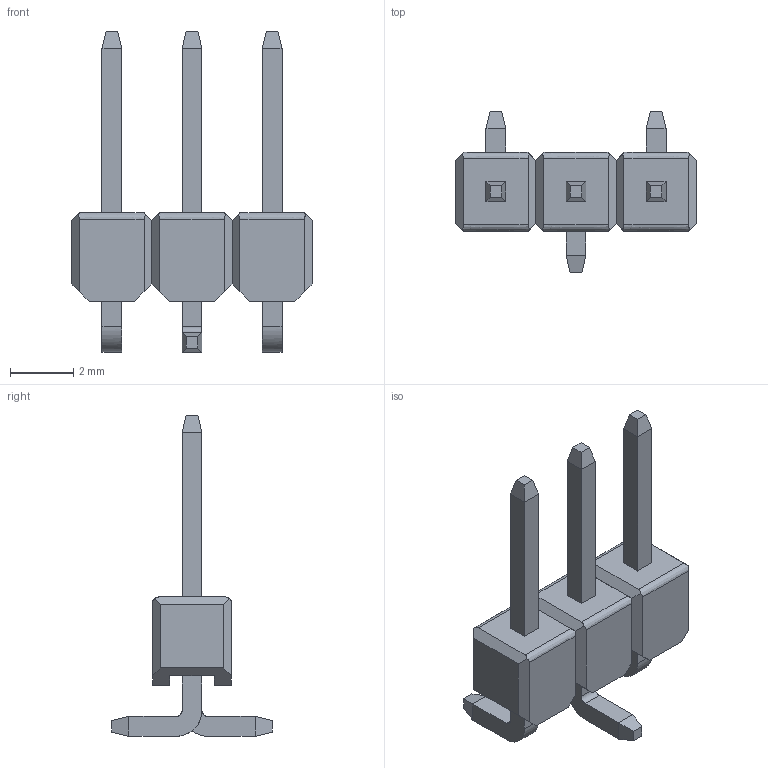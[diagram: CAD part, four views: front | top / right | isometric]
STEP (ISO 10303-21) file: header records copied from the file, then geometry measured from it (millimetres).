
FILE_DESCRIPTION(/* description */ (''),/* implementation_level */ '2;1');
FILE_NAME(/* name */ 'BASISS~1',/* time_stamp */ '2013-03-17T09:30:57+01:00',/* author */ (''),/* organization */ (''),/* preprocessor_version */ 'ST-DEVELOPER v14',/* originating_system */ '',/* authorisation */ '');
FILE_SCHEMA (('AUTOMOTIVE_DESIGN'));
Length unit declared in the file: millimetre
Products named in the file (1): Document
Bounding box: 7.62 x 5.08 x 10.16 mm (x, y, z)
Volume: 0 mm3; surface area: 201 mm2
Topology: 6 solids, 15 shells, 166 faces, 426 edges, 284 vertices
Faces by surface type: plane 126, bspline 40
Entity records: 11556 total; most frequent: CARTESIAN_POINT 5681, B_SPLINE_CURVE_WITH_KNOTS 1206, ORIENTED_EDGE 804, PCURVE 804, DEFINITIONAL_REPRESENTATION 804, SURFACE_CURVE 426, EDGE_CURVE 426, VERTEX_POINT 284
